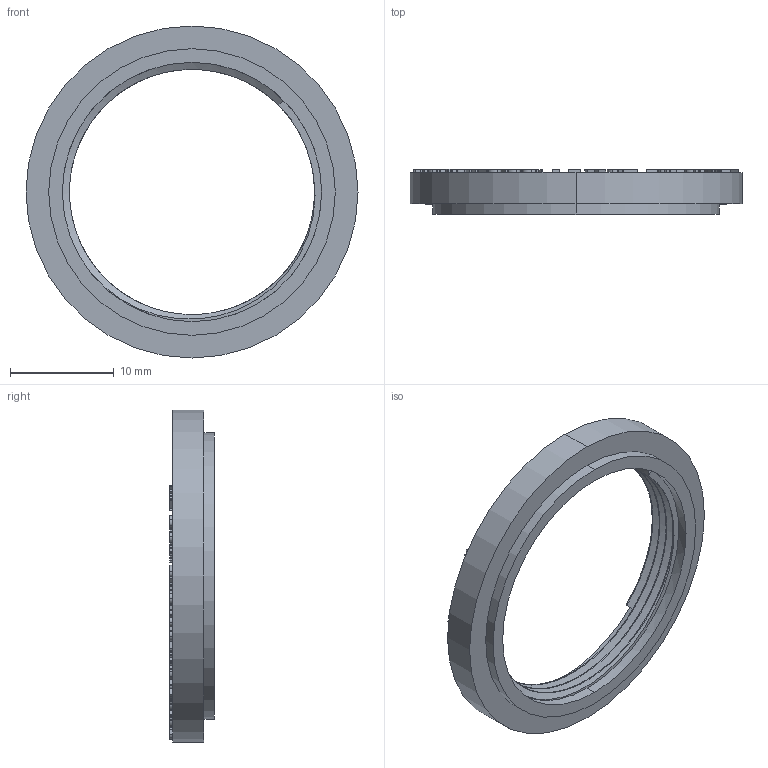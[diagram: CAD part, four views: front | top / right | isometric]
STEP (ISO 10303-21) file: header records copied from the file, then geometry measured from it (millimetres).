
FILE_DESCRIPTION (( 'STEP AP203' ), '1' );
FILE_NAME ('FixRingV1_0_1_SAK.STEP', '2020-03-23T15:01:47', ( '' ), ( '' ), 'SwSTEP 2.0', 'SolidWorks 2019', '' );
FILE_SCHEMA (( 'CONFIG_CONTROL_DESIGN' ));
Length unit declared in the file: millimetre
Products named in the file (2): FixRingV1_0_1_SAK
Bounding box: 32 x 4.3 x 32 mm (x, y, z)
Volume: 1122.8 mm3; surface area: 1617 mm2
Topology: 1 solids, 1 shells, 547 faces, 1459 edges, 974 vertices
Faces by surface type: plane 343, bspline 193, cylinder 11
Entity records: 27523 total; most frequent: CARTESIAN_POINT 15066, ORIENTED_EDGE 2916, DIRECTION 1784, EDGE_CURVE 1458, VECTOR 1044, LINE 1044, VERTEX_POINT 972, EDGE_LOOP 608
